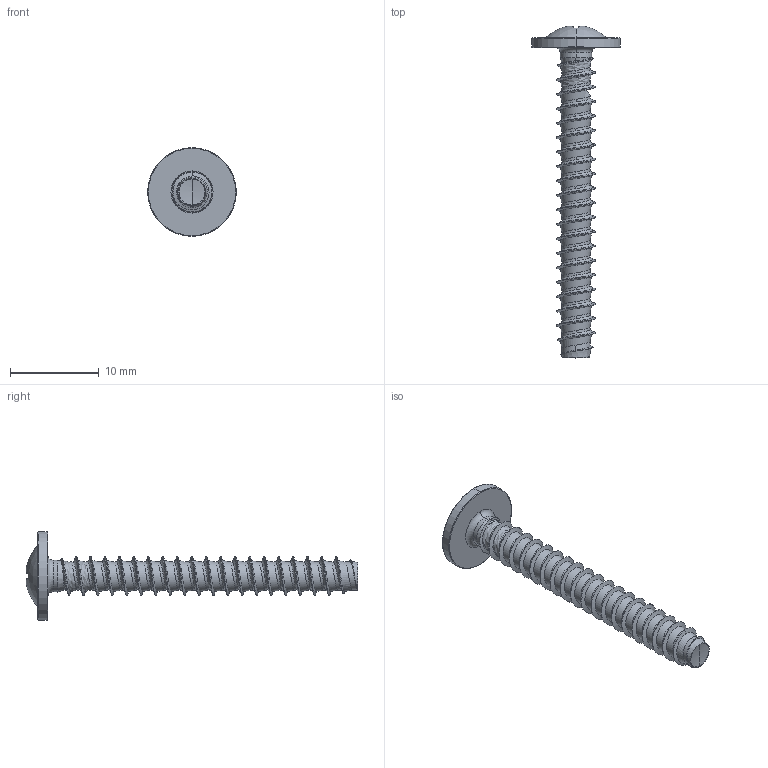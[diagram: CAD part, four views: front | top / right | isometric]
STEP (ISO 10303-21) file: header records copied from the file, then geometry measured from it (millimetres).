
FILE_DESCRIPTION (( 'STEP AP203' ), '1' );
FILE_NAME ('STP310450350.STEP', '2017-08-15T13:26:55', ( '' ), ( '' ), 'SwSTEP 2.0', 'SolidWorks 2015', '' );
FILE_SCHEMA (( 'CONFIG_CONTROL_DESIGN' ));
Length unit declared in the file: millimetre
Products named in the file (1): STP310450350
Bounding box: 10 x 37.44 x 10 mm (x, y, z)
Volume: 435.3 mm3; surface area: 786 mm2
Topology: 1 solids, 1 shells, 209 faces, 493 edges, 287 vertices
Faces by surface type: cylinder 68, bspline 51, torus 30, sphere 28, plane 23, cone 9
Entity records: 37513 total; most frequent: CARTESIAN_POINT 33154, ORIENTED_EDGE 982, DIRECTION 811, EDGE_CURVE 491, AXIS2_PLACEMENT_3D 355, VERTEX_POINT 287, EDGE_LOOP 212, FACE_OUTER_BOUND 209
